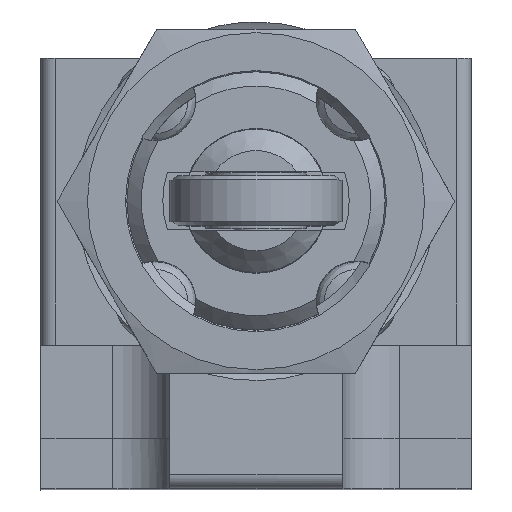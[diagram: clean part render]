
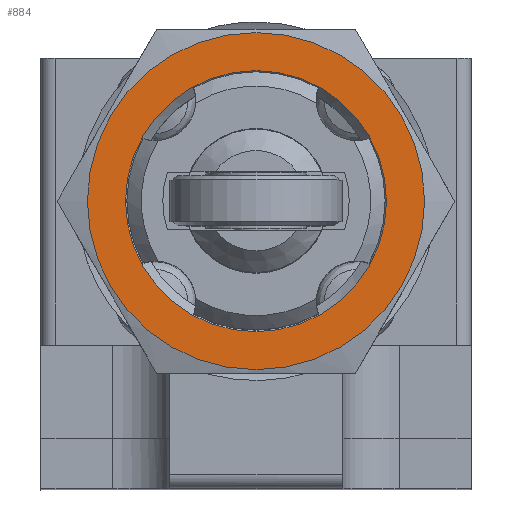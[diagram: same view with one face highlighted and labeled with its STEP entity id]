
A CAD part, top view. The second image highlights one B-rep face of the part: STEP entity #884.
In plain terms, the highlighted planar face has unit normal (0, 0, 1).
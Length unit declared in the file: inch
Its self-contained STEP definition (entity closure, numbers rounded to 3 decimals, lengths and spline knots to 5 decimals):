
#518 = AXIS2_PLACEMENT_3D ( 'NONE', #17669, #10548, #1173 ) ;
#884 = ADVANCED_FACE ( 'NONE', ( #16103, #19126 ), #11712, .T. ) ;
#970 = EDGE_LOOP ( 'NONE', ( #9899 ) ) ;
#1173 = DIRECTION ( 'NONE',  ( 1., 0., 0. ) ) ;
#3195 = CARTESIAN_POINT ( 'NONE',  ( 0., 0.1378, 3.34173 ) ) ;
#3896 = EDGE_CURVE ( 'NONE', #19169, #19169, #4980, .T. ) ;
#4645 = EDGE_LOOP ( 'NONE', ( #14041 ) ) ;
#4980 = CIRCLE ( 'NONE', #13056, 0.4626 ) ;
#6761 = DIRECTION ( 'NONE',  ( 0., -1., 0. ) ) ;
#8233 = CARTESIAN_POINT ( 'NONE',  ( 0., -0.22047, 3.34173 ) ) ;
#9695 = CARTESIAN_POINT ( 'NONE',  ( 0., 0.1378, 3.34173 ) ) ;
#9899 = ORIENTED_EDGE ( 'NONE', *, *, #3896, .T. ) ;
#10548 = DIRECTION ( 'NONE',  ( 0., 0., 1. ) ) ;
#10737 = AXIS2_PLACEMENT_3D ( 'NONE', #9695, #15615, #6761 ) ;
#11712 = PLANE ( 'NONE',  #518 ) ;
#12187 = DIRECTION ( 'NONE',  ( -1., 0., 0. ) ) ;
#12315 = VERTEX_POINT ( 'NONE', #8233 ) ;
#13056 = AXIS2_PLACEMENT_3D ( 'NONE', #3195, #13351, #12187 ) ;
#13351 = DIRECTION ( 'NONE',  ( 0., 0., 1. ) ) ;
#14041 = ORIENTED_EDGE ( 'NONE', *, *, #16455, .T. ) ;
#14262 = CARTESIAN_POINT ( 'NONE',  ( -0.4626, 0.1378, 3.34173 ) ) ;
#15064 = CIRCLE ( 'NONE', #10737, 0.35827 ) ;
#15615 = DIRECTION ( 'NONE',  ( 0., 0., -1. ) ) ;
#16103 = FACE_BOUND ( 'NONE', #4645, .T. ) ;
#16455 = EDGE_CURVE ( 'NONE', #12315, #12315, #15064, .T. ) ;
#17669 = CARTESIAN_POINT ( 'NONE',  ( 0.41043, 0.1378, 3.34173 ) ) ;
#19126 = FACE_OUTER_BOUND ( 'NONE', #970, .T. ) ;
#19169 = VERTEX_POINT ( 'NONE', #14262 ) ;
